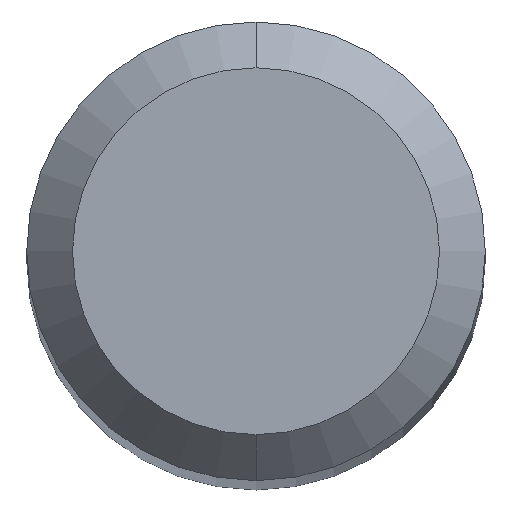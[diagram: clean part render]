
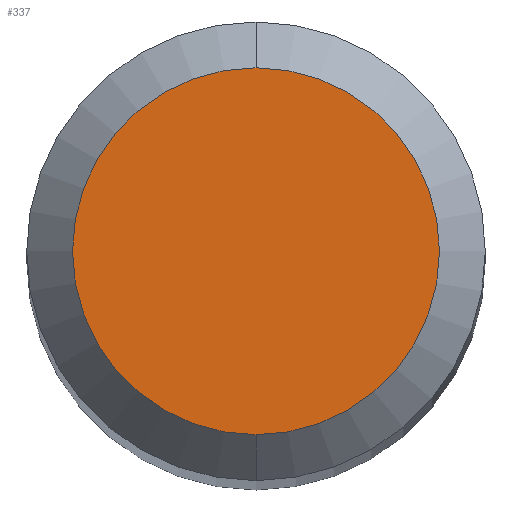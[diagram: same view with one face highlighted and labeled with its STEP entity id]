
A CAD part, top view. The second image highlights one B-rep face of the part: STEP entity #337.
In plain terms, the highlighted planar face has unit normal (0, 0, 1).
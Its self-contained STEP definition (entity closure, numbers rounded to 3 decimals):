
#179=VERTEX_POINT('',#486);
#223=EDGE_CURVE('',#179,#373,#534,.T.);
#337=ADVANCED_FACE('',(#660),#661,.T.);
#373=VERTEX_POINT('',#700);
#427=EDGE_CURVE('',#373,#179,#758,.T.);
#486=CARTESIAN_POINT('',(0.,-1.2,0.0));
#534=CIRCLE('',#888,1.2);
#660=FACE_OUTER_BOUND('',#1184,.T.);
#661=PLANE('',#1185);
#700=CARTESIAN_POINT('',(0.0,1.2,0.0));
#758=CIRCLE('',#1379,1.2);
#888=AXIS2_PLACEMENT_3D('',#1491,#1492,#1493);
#1184=EDGE_LOOP('',(#1635,#1636));
#1185=AXIS2_PLACEMENT_3D('',#1637,#1638,#1639);
#1379=AXIS2_PLACEMENT_3D('',#1728,#1729,#1730);
#1491=CARTESIAN_POINT('',(0.0,0.0,0.0));
#1492=DIRECTION('',(0.0,0.0,-1.0));
#1493=DIRECTION('',(0.0,1.0,0.0));
#1635=ORIENTED_EDGE('',*,*,#427,.F.);
#1636=ORIENTED_EDGE('',*,*,#223,.F.);
#1637=CARTESIAN_POINT('',(0.0,0.6,0.0));
#1638=DIRECTION('',(-0.0,0.0,1.0));
#1639=DIRECTION('',(0.0,-1.0,0.0));
#1728=CARTESIAN_POINT('',(0.0,0.0,0.0));
#1729=DIRECTION('',(0.0,0.0,-1.0));
#1730=DIRECTION('',(0.0,1.0,0.0));
